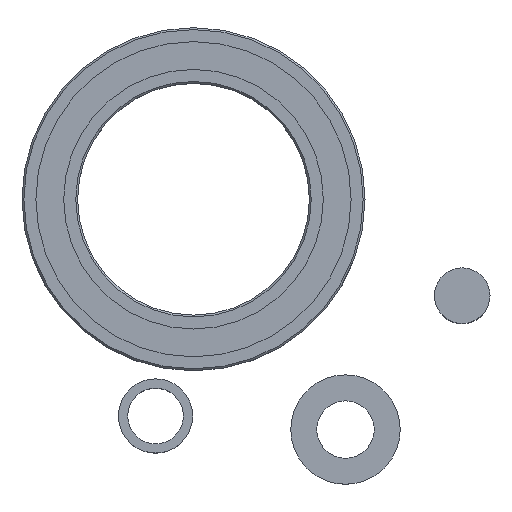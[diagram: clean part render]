
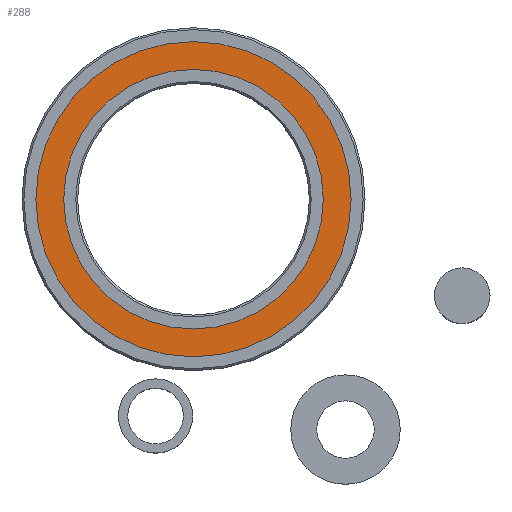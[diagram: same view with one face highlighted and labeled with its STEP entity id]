
A CAD part, top view. The second image highlights one B-rep face of the part: STEP entity #288.
In plain terms, the highlighted planar face has unit normal (0, 0, 1).
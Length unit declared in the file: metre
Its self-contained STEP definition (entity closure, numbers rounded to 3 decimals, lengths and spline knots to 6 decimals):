
#50=ORIENTED_EDGE('',*,*,#98,.F.);
#51=ORIENTED_EDGE('',*,*,#99,.T.);
#98=EDGE_CURVE('',#124,#124,#150,.T.);
#99=EDGE_CURVE('',#125,#125,#151,.T.);
#124=VERTEX_POINT('',#565);
#125=VERTEX_POINT('',#568);
#150=CIRCLE('',#381,0.014);
#151=CIRCLE('',#383,0.017);
#180=EDGE_LOOP('',(#50));
#181=EDGE_LOOP('',(#51));
#232=FACE_BOUND('',#180,.T.);
#233=FACE_BOUND('',#181,.T.);
#272=PLANE('',#384);
#288=ADVANCED_FACE('',(#232,#233),#272,.T.);
#381=AXIS2_PLACEMENT_3D('',#564,#458,#459);
#383=AXIS2_PLACEMENT_3D('',#567,#462,#463);
#384=AXIS2_PLACEMENT_3D('',#569,#464,#465);
#458=DIRECTION('',(0.,0.,1.));
#459=DIRECTION('',(1.,0.,0.));
#462=DIRECTION('',(0.,0.,1.));
#463=DIRECTION('',(1.,0.,0.));
#464=DIRECTION('',(0.,0.,1.));
#465=DIRECTION('',(1.,0.,0.));
#564=CARTESIAN_POINT('',(-0.028981,0.010427,0.0068));
#565=CARTESIAN_POINT('',(-0.014981,0.010427,0.0068));
#567=CARTESIAN_POINT('',(-0.028981,0.010427,0.0068));
#568=CARTESIAN_POINT('',(-0.011981,0.010427,0.0068));
#569=CARTESIAN_POINT('',(-0.028981,0.010427,0.0068));
